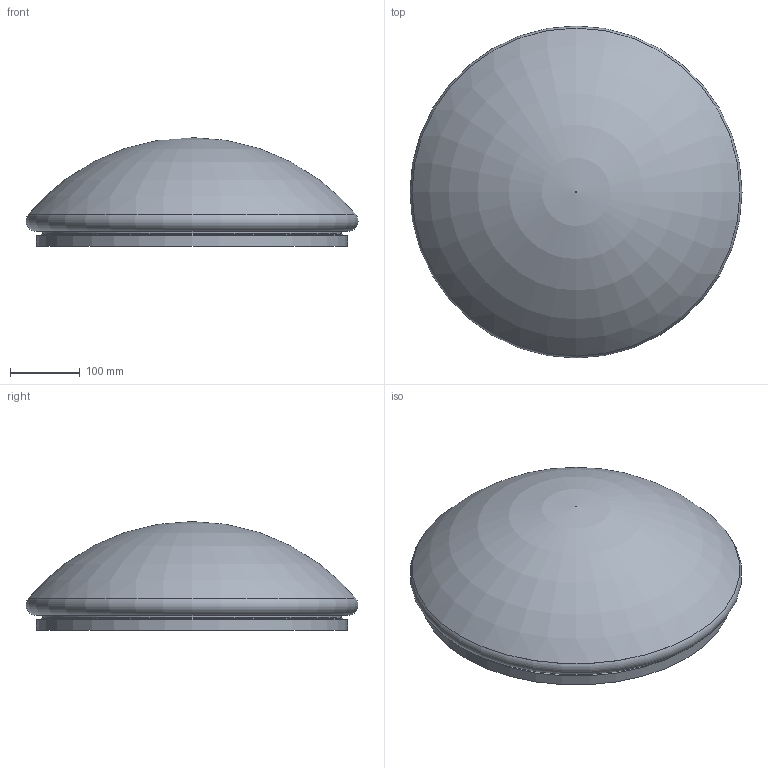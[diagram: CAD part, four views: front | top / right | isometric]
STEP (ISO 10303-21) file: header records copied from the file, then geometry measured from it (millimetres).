
FILE_DESCRIPTION(/* description */ ('Unknown'),/* implementation_level */ '2;1');
FILE_NAME(/* name */ 'SN 8627 LED ',/* time_stamp */ '2018-11-14T09:28:14+01:00',/* author */ ('Unknown'),/* organization */ ('Unknown'),/* preprocessor_version */ 'ST-DEVELOPER v16.7',/* originating_system */ 'DEX',/* authorisation */ $);
FILE_SCHEMA (('AUTOMOTIVE_DESIGN {1 0 10303 214 3 1 1}'));
Length unit declared in the file: millimetre
Products named in the file (1): SN 8627
Bounding box: 474.93 x 474.93 x 155.5 mm (x, y, z)
Volume: 2838574.4 mm3; surface area: 888835 mm2
Topology: 1 solids, 1 shells, 19 faces, 31 edges, 18 vertices
Faces by surface type: torus 8, plane 6, cylinder 4, cone 1
Full cylindrical faces by diameter (mm): 423 x1, 427 x1, 432 x1, 445 x1
Entity records: 404 total; most frequent: DIRECTION 76, CARTESIAN_POINT 56, AXIS2_PLACEMENT_3D 38, ORIENTED_EDGE 36, EDGE_LOOP 36, FACE_BOUND 36, ADVANCED_FACE 19, EDGE_CURVE 18
